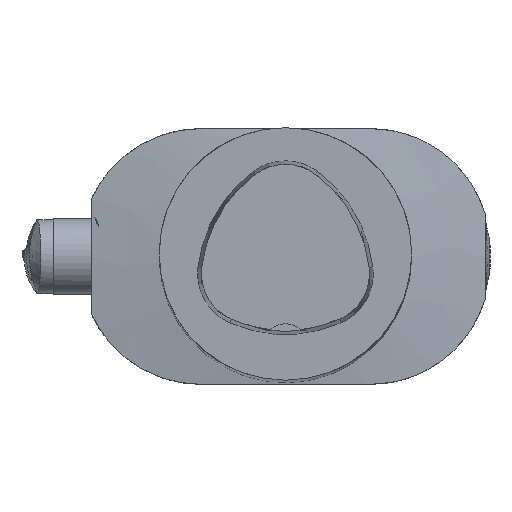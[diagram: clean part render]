
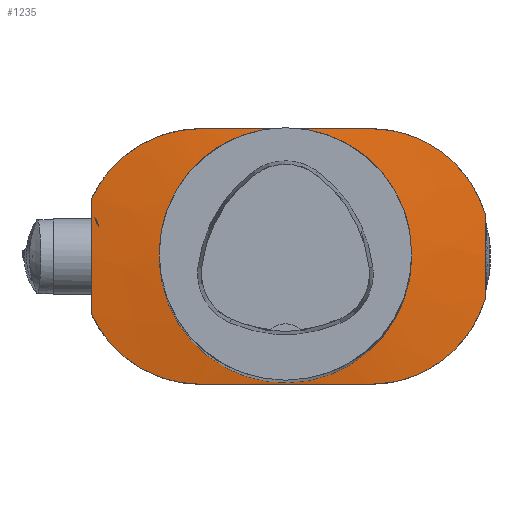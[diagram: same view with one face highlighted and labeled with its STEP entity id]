
A CAD part, top view. The second image highlights one B-rep face of the part: STEP entity #1235.
In plain terms, the highlighted conical face has half-angle 82 degrees and reference radius 64.99 mm.
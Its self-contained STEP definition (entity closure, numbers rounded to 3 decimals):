
#472=B_SPLINE_CURVE_WITH_KNOTS('',3,(#10919,#10920,#10921,#10922),
 .UNSPECIFIED.,.F.,.F.,(4,4),(0.,1.),.UNSPECIFIED.);
#473=B_SPLINE_CURVE_WITH_KNOTS('',3,(#10937,#10938,#10939,#10940,#10941,
#10942,#10943,#10944),.UNSPECIFIED.,.F.,.F.,(4,2,2,4),(0.,0.25,0.5,1.),
 .UNSPECIFIED.);
#474=B_SPLINE_CURVE_WITH_KNOTS('',3,(#10946,#10947,#10948,#10949,#10950,
#10951,#10952,#10953),.UNSPECIFIED.,.F.,.F.,(4,2,2,4),(0.,0.25,0.5,1.),
 .UNSPECIFIED.);
#475=B_SPLINE_CURVE_WITH_KNOTS('',3,(#10955,#10956,#10957,#10958,#10959,
#10960),.UNSPECIFIED.,.F.,.F.,(4,2,4),(0.,0.5,1.),.UNSPECIFIED.);
#476=B_SPLINE_CURVE_WITH_KNOTS('',3,(#10962,#10963,#10964,#10965,#10966,
#10967,#10968,#10969,#10970,#10971),.UNSPECIFIED.,.F.,.F.,(4,2,2,2,4),(0.,
0.25,0.5,0.75,1.),.UNSPECIFIED.);
#477=B_SPLINE_CURVE_WITH_KNOTS('',3,(#10973,#10974,#10975,#10976),
 .UNSPECIFIED.,.F.,.F.,(4,4),(0.,1.),.UNSPECIFIED.);
#478=B_SPLINE_CURVE_WITH_KNOTS('',3,(#10978,#10979,#10980,#10981,#10982,
#10983,#10984,#10985,#10986,#10987),.UNSPECIFIED.,.F.,.F.,(4,2,2,2,4),(0.,
0.25,0.5,0.75,1.),.UNSPECIFIED.);
#479=B_SPLINE_CURVE_WITH_KNOTS('',3,(#10989,#10990,#10991,#10992,#10993,
#10994),.UNSPECIFIED.,.F.,.F.,(4,2,4),(0.,0.5,1.),.UNSPECIFIED.);
#771=CONICAL_SURFACE('',#7952,64.99,82.);
#1235=ADVANCED_FACE('',(#2918,#2919),#771,.T.);
#2918=FACE_BOUND('',#3026,.T.);
#2919=FACE_BOUND('',#3027,.T.);
#3026=EDGE_LOOP('',(#3758));
#3027=EDGE_LOOP('',(#3759,#3760,#3761,#3762,#3763,#3764,#3765,#3766));
#3758=ORIENTED_EDGE('',*,*,#6437,.F.);
#3759=ORIENTED_EDGE('',*,*,#6696,.T.);
#3760=ORIENTED_EDGE('',*,*,#6690,.T.);
#3761=ORIENTED_EDGE('',*,*,#6697,.F.);
#3762=ORIENTED_EDGE('',*,*,#6698,.T.);
#3763=ORIENTED_EDGE('',*,*,#6699,.T.);
#3764=ORIENTED_EDGE('',*,*,#6700,.T.);
#3765=ORIENTED_EDGE('',*,*,#6701,.F.);
#3766=ORIENTED_EDGE('',*,*,#6702,.F.);
#5684=VERTEX_POINT('',#10400);
#5919=VERTEX_POINT('',#10914);
#5921=VERTEX_POINT('',#10918);
#5927=VERTEX_POINT('',#10945);
#5928=VERTEX_POINT('',#10954);
#5929=VERTEX_POINT('',#10961);
#5930=VERTEX_POINT('',#10972);
#5931=VERTEX_POINT('',#10977);
#5932=VERTEX_POINT('',#10988);
#6437=EDGE_CURVE('',#5684,#5684,#7554,.T.);
#6690=EDGE_CURVE('',#5919,#5921,#472,.T.);
#6696=EDGE_CURVE('',#5927,#5919,#473,.T.);
#6697=EDGE_CURVE('',#5928,#5921,#474,.T.);
#6698=EDGE_CURVE('',#5928,#5929,#475,.T.);
#6699=EDGE_CURVE('',#5929,#5930,#476,.T.);
#6700=EDGE_CURVE('',#5930,#5931,#477,.T.);
#6701=EDGE_CURVE('',#5932,#5931,#478,.T.);
#6702=EDGE_CURVE('',#5927,#5932,#479,.T.);
#7554=CIRCLE('',#7844,40.);
#7844=AXIS2_PLACEMENT_3D('',#10399,#8497,#8498);
#7952=AXIS2_PLACEMENT_3D('',#10995,#8888,#8889);
#8497=DIRECTION('',(0.,0.,1.));
#8498=DIRECTION('',(1.,0.,0.));
#8888=DIRECTION('',(0.,0.,-1.));
#8889=DIRECTION('',(-1.,0.,0.));
#10399=CARTESIAN_POINT('',(0.,0.,-458.488));
#10400=CARTESIAN_POINT('',(40.,0.,-458.488));
#10914=CARTESIAN_POINT('',(63.25,-13.49,-461.955));
#10918=CARTESIAN_POINT('',(63.25,13.49,-461.955));
#10919=CARTESIAN_POINT('',(63.25,-13.49,-461.955));
#10920=CARTESIAN_POINT('',(63.25,-4.493,-461.692));
#10921=CARTESIAN_POINT('',(63.25,4.507,-461.692));
#10922=CARTESIAN_POINT('',(63.25,13.49,-461.955));
#10937=CARTESIAN_POINT('',(26.874,-40.5,-459.697));
#10938=CARTESIAN_POINT('',(30.951,-40.5,-460.014));
#10939=CARTESIAN_POINT('',(34.925,-39.86,-460.297));
#10940=CARTESIAN_POINT('',(42.666,-37.303,-460.815));
#10941=CARTESIAN_POINT('',(46.247,-35.443,-461.037));
#10942=CARTESIAN_POINT('',(56.049,-28.172,-461.616));
#10943=CARTESIAN_POINT('',(60.905,-21.252,-461.861));
#10944=CARTESIAN_POINT('',(63.25,-13.49,-461.955));
#10945=CARTESIAN_POINT('',(26.874,-40.5,-459.697));
#10946=CARTESIAN_POINT('',(26.874,40.5,-459.697));
#10947=CARTESIAN_POINT('',(30.951,40.5,-460.014));
#10948=CARTESIAN_POINT('',(34.925,39.86,-460.297));
#10949=CARTESIAN_POINT('',(42.666,37.303,-460.815));
#10950=CARTESIAN_POINT('',(46.247,35.443,-461.037));
#10951=CARTESIAN_POINT('',(56.049,28.172,-461.616));
#10952=CARTESIAN_POINT('',(60.905,21.252,-461.861));
#10953=CARTESIAN_POINT('',(63.25,13.49,-461.955));
#10954=CARTESIAN_POINT('',(26.874,40.5,-459.697));
#10955=CARTESIAN_POINT('',(26.874,40.5,-459.697));
#10956=CARTESIAN_POINT('',(17.924,40.5,-459.002));
#10957=CARTESIAN_POINT('',(8.953,40.5,-458.558));
#10958=CARTESIAN_POINT('',(-8.965,40.5,-458.558));
#10959=CARTESIAN_POINT('',(-17.923,40.5,-459.002));
#10960=CARTESIAN_POINT('',(-26.874,40.5,-459.697));
#10961=CARTESIAN_POINT('',(-26.874,40.5,-459.697));
#10962=CARTESIAN_POINT('',(-26.874,40.5,-459.697));
#10963=CARTESIAN_POINT('',(-30.505,40.5,-459.979));
#10964=CARTESIAN_POINT('',(-34.054,39.99,-460.234));
#10965=CARTESIAN_POINT('',(-40.99,37.965,-460.705));
#10966=CARTESIAN_POINT('',(-44.296,36.462,-460.916));
#10967=CARTESIAN_POINT('',(-50.356,32.592,-461.283));
#10968=CARTESIAN_POINT('',(-53.139,30.196,-461.442));
#10969=CARTESIAN_POINT('',(-57.859,24.789,-461.699));
#10970=CARTESIAN_POINT('',(-59.861,21.713,-461.801));
#10971=CARTESIAN_POINT('',(-61.385,18.406,-461.873));
#10972=CARTESIAN_POINT('',(-61.385,18.406,-461.873));
#10973=CARTESIAN_POINT('',(-61.385,18.406,-461.873));
#10974=CARTESIAN_POINT('',(-61.385,6.153,-461.378));
#10975=CARTESIAN_POINT('',(-61.385,-6.129,-461.377));
#10976=CARTESIAN_POINT('',(-61.385,-18.406,-461.873));
#10977=CARTESIAN_POINT('',(-61.385,-18.406,-461.873));
#10978=CARTESIAN_POINT('',(-26.874,-40.5,-459.697));
#10979=CARTESIAN_POINT('',(-30.505,-40.5,-459.979));
#10980=CARTESIAN_POINT('',(-34.054,-39.99,-460.234));
#10981=CARTESIAN_POINT('',(-40.99,-37.965,-460.705));
#10982=CARTESIAN_POINT('',(-44.296,-36.462,-460.916));
#10983=CARTESIAN_POINT('',(-50.356,-32.592,-461.283));
#10984=CARTESIAN_POINT('',(-53.139,-30.196,-461.442));
#10985=CARTESIAN_POINT('',(-57.859,-24.789,-461.699));
#10986=CARTESIAN_POINT('',(-59.861,-21.713,-461.801));
#10987=CARTESIAN_POINT('',(-61.385,-18.406,-461.873));
#10988=CARTESIAN_POINT('',(-26.874,-40.5,-459.697));
#10989=CARTESIAN_POINT('',(26.874,-40.5,-459.697));
#10990=CARTESIAN_POINT('',(17.924,-40.5,-459.002));
#10991=CARTESIAN_POINT('',(8.953,-40.5,-458.558));
#10992=CARTESIAN_POINT('',(-8.965,-40.5,-458.558));
#10993=CARTESIAN_POINT('',(-17.923,-40.5,-459.002));
#10994=CARTESIAN_POINT('',(-26.874,-40.5,-459.697));
#10995=CARTESIAN_POINT('',(0.,0.,-462.));
